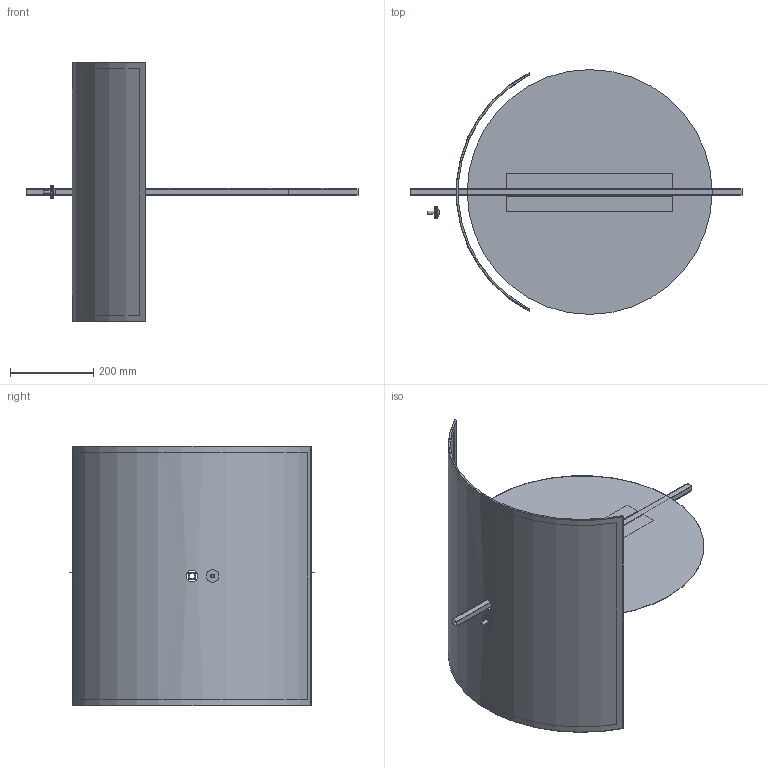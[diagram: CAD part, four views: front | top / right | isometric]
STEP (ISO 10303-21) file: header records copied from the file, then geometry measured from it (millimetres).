
FILE_DESCRIPTION((''),'2;1');
FILE_NAME('HRSK-630.stp','2014-02-20T12:39:53',(''),(''),'Autodesk Inventor 2013','Autodesk Inventor 2013','');
FILE_SCHEMA(('AUTOMOTIVE_DESIGN { 1 2 10303 214 0 1 1 1 }'));
Length unit declared in the file: millimetre
Products named in the file (8): HRSK-630; 142041; Vagnsbult-M8x20; 999273; 999256; 999240-11; 143067; 116049_2
Assembly tree (8 placements, depth 2):
  HRSK-630
    142041
    Vagnsbult-M8x20
    999273
    999256  x2
    999240-11
    143067
    116049_2
Bounding box: 800 x 590 x 625 mm (x, y, z)
Volume: 911577.3 mm3; surface area: 1719283.6 mm2
Topology: 8 solids, 8 shells, 105 faces, 238 edges, 151 vertices
Faces by surface type: plane 73, cylinder 20, cone 10, bspline 1, sphere 1
Full cylindrical faces by diameter (mm): 8 x1, 30 x2, 590 x1
Entity records: 3272 total; most frequent: CARTESIAN_POINT 764, DIRECTION 452, ORIENTED_EDGE 434, EDGE_CURVE 217, AXIS2_PLACEMENT_3D 158, VERTEX_POINT 140, VECTOR 136, LINE 136
